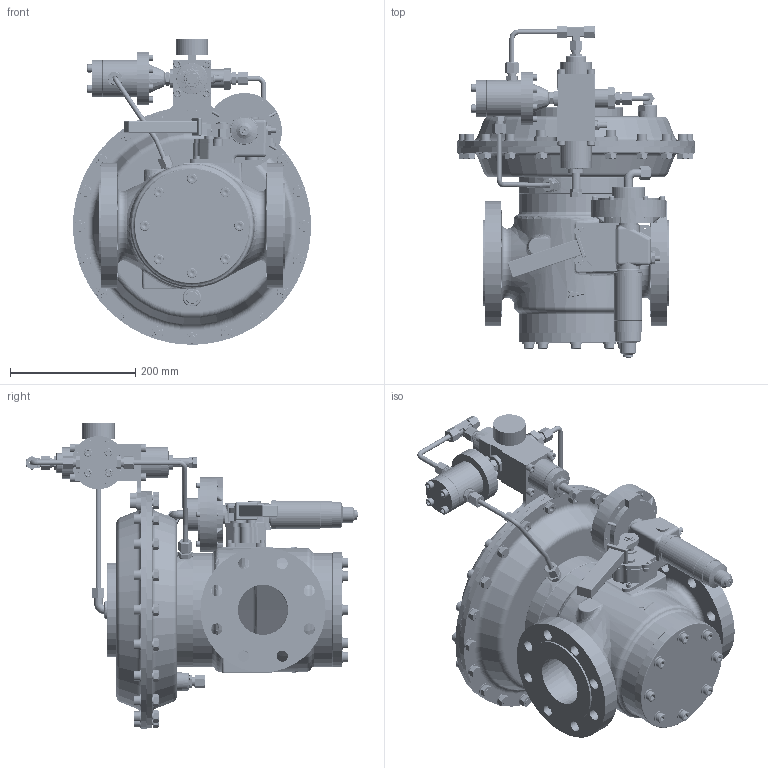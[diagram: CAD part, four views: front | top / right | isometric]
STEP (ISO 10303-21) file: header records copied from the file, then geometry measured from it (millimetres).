
FILE_DESCRIPTION (( 'STEP AP203' ), '1' );
FILE_NAME ('F80 P-S.STEP', '2020-04-21T12:30:59', ( '' ), ( '' ), 'SwSTEP 2.0', 'SolidWorks 2017', '' );
FILE_SCHEMA (( 'CONFIG_CONTROL_DESIGN' ));
Length unit declared in the file: millimetre
Products named in the file (1): F80 P-S
Bounding box: 379.94 x 530.02 x 487.97 mm (x, y, z)
Volume: 9193752.2 mm3; surface area: 2139786.6 mm2
Topology: 198 solids, 201 shells, 5041 faces, 11517 edges, 7192 vertices
Faces by surface type: cylinder 1932, plane 1713, cone 756, torus 397, bspline 217, sphere 26
Entity records: 162588 total; most frequent: CARTESIAN_POINT 48083, DIRECTION 24576, ORIENTED_EDGE 22976, EDGE_CURVE 11488, AXIS2_PLACEMENT_3D 9900, VERTEX_POINT 7191, EDGE_LOOP 6019, CIRCLE 5075
